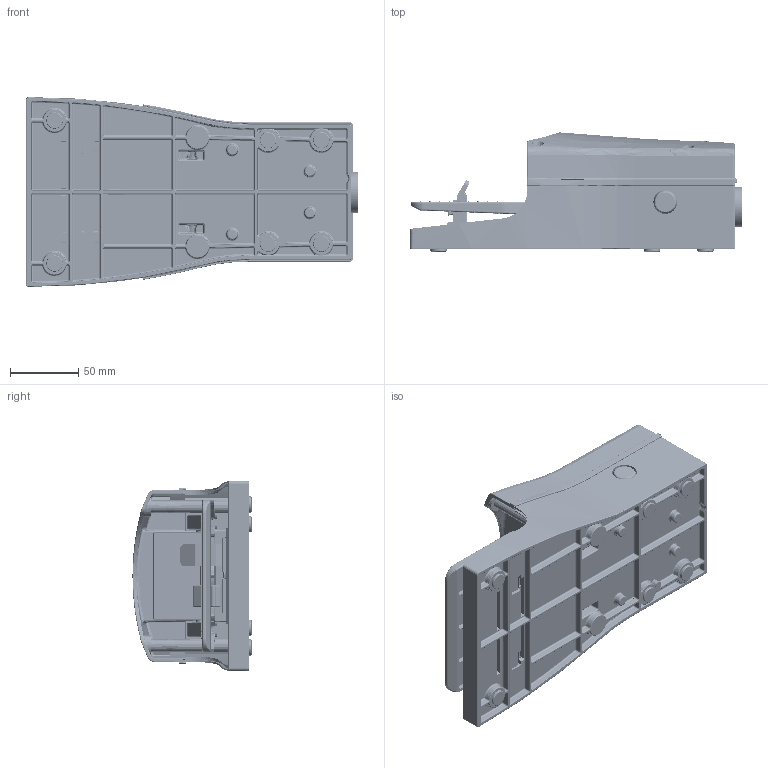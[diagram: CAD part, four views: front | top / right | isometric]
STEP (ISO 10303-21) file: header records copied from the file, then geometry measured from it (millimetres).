
FILE_DESCRIPTION(( 'PEDS 304 BSA.STEP' ), '1');
FILE_NAME( 'PEDS 304 BSA.STEP', '2019-03-04T12:05:52',( 'Sopra'),('sopra-pneumatic.com'), 'SwSTEP 2.0','SolidWorks 2009','' );
FILE_SCHEMA (( 'AUTOMOTIVE_DESIGN' ));
Length unit declared in the file: millimetre
Products named in the file (1): 1_142_4n
Bounding box: 243.9 x 87.47 x 139.42 mm (x, y, z)
Volume: 403442.3 mm3; surface area: 257936.5 mm2
Topology: 6 solids, 6 shells, 4910 faces, 12447 edges, 7439 vertices
Faces by surface type: cylinder 1721, bspline 1223, plane 1075, cone 551, sphere 193, torus 147
Entity records: 325277 total; most frequent: CARTESIAN_POINT 167758, ORIENTED_EDGE 24460, DIRECTION 17841, EDGE_CURVE 12230, VERTEX_POINT 7414, AXIS2_PLACEMENT_3D 6861, EDGE_LOOP 5046, UNCERTAINTY_MEASURE_WITH_UNIT 4918
